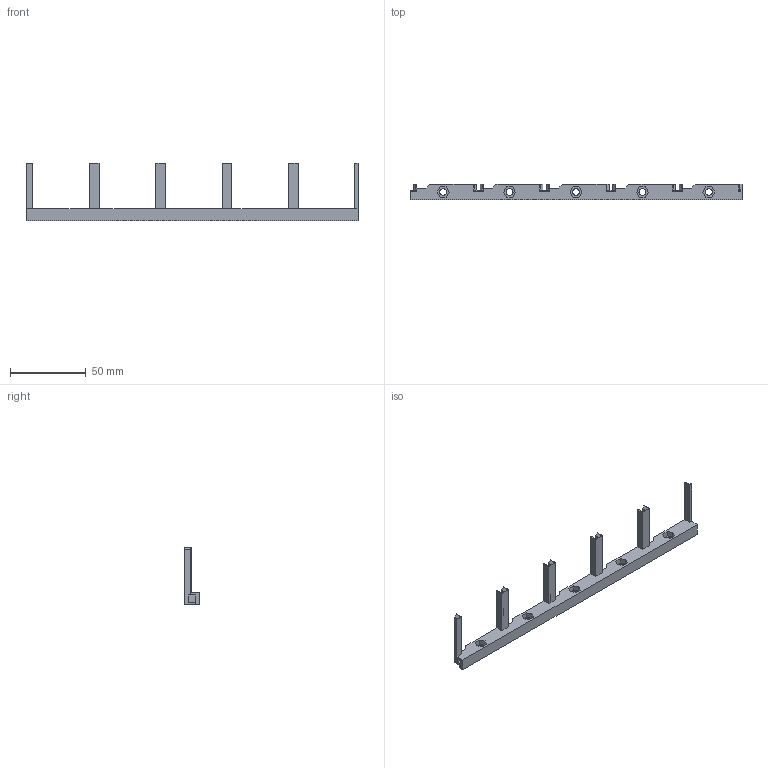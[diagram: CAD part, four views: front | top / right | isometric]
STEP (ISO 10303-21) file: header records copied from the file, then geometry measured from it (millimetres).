
FILE_DESCRIPTION (( 'STEP AP214' ), '1' );
FILE_NAME ('Rack_Brace_Mirrored.STEP', '2019-12-14T02:32:38', ( '' ), ( '' ), 'SwSTEP 2.0', 'SolidWorks 2019', '' );
FILE_SCHEMA (( 'AUTOMOTIVE_DESIGN' ));
Length unit declared in the file: millimetre
Products named in the file (1): Rack_Brace_Mirrored
Bounding box: 218.75 x 10 x 38 mm (x, y, z)
Volume: 17375 mm3; surface area: 13806.3 mm2
Topology: 1 solids, 1 shells, 140 faces, 398 edges, 264 vertices
Faces by surface type: plane 130, cylinder 10
Entity records: 4528 total; most frequent: CARTESIAN_POINT 803, ORIENTED_EDGE 796, DIRECTION 700, EDGE_CURVE 398, VECTOR 378, LINE 378, VERTEX_POINT 264, AXIS2_PLACEMENT_3D 161
